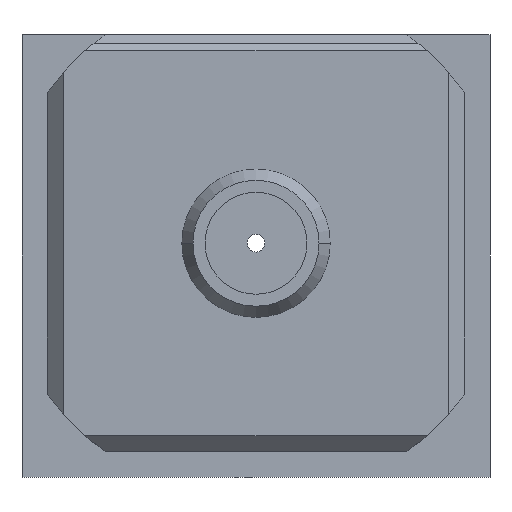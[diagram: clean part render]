
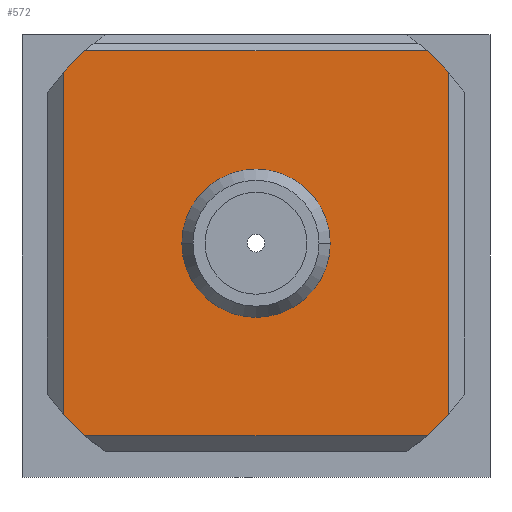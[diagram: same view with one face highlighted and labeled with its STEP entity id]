
A CAD part, front view. The second image highlights one B-rep face of the part: STEP entity #572.
In plain terms, the highlighted planar face has unit normal (0, -1, 0).
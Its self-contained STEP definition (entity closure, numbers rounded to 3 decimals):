
#88=CARTESIAN_POINT('',(0.,-2.2,0.));
#89=DIRECTION('',(0.,-1.,0.));
#90=DIRECTION('',(0.665,0.,-0.747));
#91=AXIS2_PLACEMENT_3D('',#88,#89,#90);
#93=DIRECTION('',(1.,0.,0.));
#94=VECTOR('',#93,18.46);
#95=CARTESIAN_POINT('',(-9.23,-2.2,-10.375));
#96=LINE('',#95,#94);
#97=CARTESIAN_POINT('',(0.,-2.2,0.));
#98=DIRECTION('',(0.,-1.,0.));
#99=DIRECTION('',(-0.747,0.,-0.665));
#100=AXIS2_PLACEMENT_3D('',#97,#98,#99);
#102=DIRECTION('',(0.,0.,-1.));
#103=VECTOR('',#102,18.46);
#104=CARTESIAN_POINT('',(-10.375,-2.2,9.23));
#105=LINE('',#104,#103);
#106=CARTESIAN_POINT('',(0.,-2.2,0.));
#107=DIRECTION('',(0.,-1.,0.));
#108=DIRECTION('',(-0.665,0.,0.747));
#109=AXIS2_PLACEMENT_3D('',#106,#107,#108);
#111=DIRECTION('',(-1.,0.,0.));
#112=VECTOR('',#111,18.46);
#113=CARTESIAN_POINT('',(9.23,-2.2,10.375));
#114=LINE('',#113,#112);
#115=CARTESIAN_POINT('',(0.,-2.2,0.));
#116=DIRECTION('',(0.,-1.,0.));
#117=DIRECTION('',(0.747,0.,0.665));
#118=AXIS2_PLACEMENT_3D('',#115,#116,#117);
#120=DIRECTION('',(0.,0.,1.));
#121=VECTOR('',#120,18.46);
#122=CARTESIAN_POINT('',(10.375,-2.2,-9.23));
#123=LINE('',#122,#121);
#124=CARTESIAN_POINT('',(0.,-2.2,0.));
#125=DIRECTION('',(0.,-1.,0.));
#126=DIRECTION('',(-1.,0.,0.));
#127=AXIS2_PLACEMENT_3D('',#124,#125,#126);
#129=CARTESIAN_POINT('',(0.,-2.2,0.));
#130=DIRECTION('',(0.,-1.,0.));
#131=DIRECTION('',(1.,0.,0.));
#132=AXIS2_PLACEMENT_3D('',#129,#130,#131);
#337=CARTESIAN_POINT('',(9.23,-2.2,-10.375));
#338=CARTESIAN_POINT('',(10.375,-2.2,-9.23));
#339=VERTEX_POINT('',#337);
#340=VERTEX_POINT('',#338);
#341=CARTESIAN_POINT('',(10.375,-2.2,9.23));
#342=CARTESIAN_POINT('',(9.23,-2.2,10.375));
#343=VERTEX_POINT('',#341);
#344=VERTEX_POINT('',#342);
#345=CARTESIAN_POINT('',(-9.23,-2.2,10.375));
#346=CARTESIAN_POINT('',(-10.375,-2.2,9.23));
#347=VERTEX_POINT('',#345);
#348=VERTEX_POINT('',#346);
#349=CARTESIAN_POINT('',(-10.375,-2.2,-9.23));
#350=CARTESIAN_POINT('',(-9.23,-2.2,-10.375));
#351=VERTEX_POINT('',#349);
#352=VERTEX_POINT('',#350);
#361=CARTESIAN_POINT('',(-4.,-2.2,0.));
#362=CARTESIAN_POINT('',(4.,-2.2,0.));
#363=VERTEX_POINT('',#361);
#364=VERTEX_POINT('',#362);
#546=CARTESIAN_POINT('',(0.,-2.2,0.));
#547=DIRECTION('',(0.,-1.,0.));
#548=DIRECTION('',(1.,0.,0.));
#549=AXIS2_PLACEMENT_3D('',#546,#547,#548);
#550=PLANE('',#549);
#552=ORIENTED_EDGE('',*,*,#551,.F.);
#553=ORIENTED_EDGE('',*,*,#539,.F.);
#554=ORIENTED_EDGE('',*,*,#491,.F.);
#556=ORIENTED_EDGE('',*,*,#555,.F.);
#557=ORIENTED_EDGE('',*,*,#508,.F.);
#559=ORIENTED_EDGE('',*,*,#558,.F.);
#561=ORIENTED_EDGE('',*,*,#560,.F.);
#563=ORIENTED_EDGE('',*,*,#562,.F.);
#564=EDGE_LOOP('',(#552,#553,#554,#556,#557,#559,#561,#563));
#565=FACE_OUTER_BOUND('',#564,.F.);
#567=ORIENTED_EDGE('',*,*,#566,.T.);
#569=ORIENTED_EDGE('',*,*,#568,.T.);
#570=EDGE_LOOP('',(#567,#569));
#571=FACE_BOUND('',#570,.F.);
#572=ADVANCED_FACE('',(#565,#571),#550,.T.);
#92=CIRCLE('',#91,13.886);
#101=CIRCLE('',#100,13.886);
#110=CIRCLE('',#109,13.886);
#119=CIRCLE('',#118,13.886);
#128=CIRCLE('',#127,4.);
#133=CIRCLE('',#132,4.);
#491=EDGE_CURVE('',#351,#352,#101,.T.);
#508=EDGE_CURVE('',#347,#348,#110,.T.);
#539=EDGE_CURVE('',#352,#339,#96,.T.);
#551=EDGE_CURVE('',#339,#340,#92,.T.);
#555=EDGE_CURVE('',#348,#351,#105,.T.);
#558=EDGE_CURVE('',#344,#347,#114,.T.);
#560=EDGE_CURVE('',#343,#344,#119,.T.);
#562=EDGE_CURVE('',#340,#343,#123,.T.);
#566=EDGE_CURVE('',#363,#364,#128,.T.);
#568=EDGE_CURVE('',#364,#363,#133,.T.);
